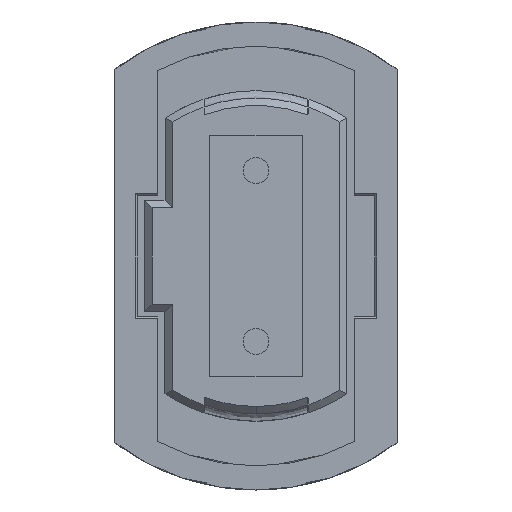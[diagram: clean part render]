
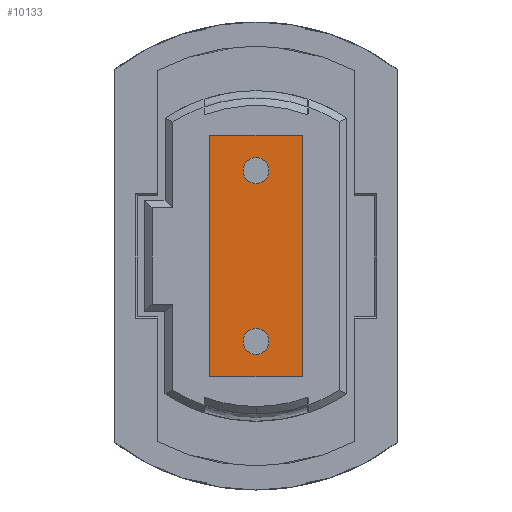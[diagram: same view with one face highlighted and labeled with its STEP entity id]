
A CAD part, left-side view. The second image highlights one B-rep face of the part: STEP entity #10133.
In plain terms, the highlighted face is planar.
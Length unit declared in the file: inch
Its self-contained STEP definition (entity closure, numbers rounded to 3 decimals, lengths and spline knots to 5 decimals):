
#208 = EDGE_CURVE ( 'NONE', #9139, #9149, #10966, .T. ) ;
#284 = EDGE_CURVE ( 'NONE', #9126, #9141, #11048, .T. ) ;
#761 = CARTESIAN_POINT ( 'NONE',  ( -0.07677, 0., 0.04818 ) ) ;
#842 = CARTESIAN_POINT ( 'NONE',  ( 0.10433, 0., 0.04818 ) ) ;
#898 = CARTESIAN_POINT ( 'NONE',  ( 0.07677, 0., 0.04818 ) ) ;
#956 = CARTESIAN_POINT ( 'NONE',  ( -0.10433, 0., 0.04818 ) ) ;
#1417 = EDGE_CURVE ( 'NONE', #9141, #9126, #3052, .T. ) ;
#1419 = EDGE_CURVE ( 'NONE', #8382, #8378, #3053, .T. ) ;
#1422 = EDGE_CURVE ( 'NONE', #9149, #9139, #3060, .T. ) ;
#1506 = EDGE_CURVE ( 'NONE', #8378, #8376, #1751, .T. ) ;
#1552 = EDGE_CURVE ( 'NONE', #8376, #8379, #1832, .T. ) ;
#1575 = EDGE_CURVE ( 'NONE', #8379, #8382, #1868, .T. ) ;
#1583 = AXIS2_PLACEMENT_3D ( 'NONE', #11282, #11308, #11324 ) ;
#1595 = AXIS2_PLACEMENT_3D ( 'NONE', #11436, #11439, #11422 ) ;
#1751 = LINE ( 'NONE', #3867, #1756 ) ;
#1756 = VECTOR ( 'NONE', #3922, 39.37008 ) ;
#1832 = LINE ( 'NONE', #3855, #1835 ) ;
#1835 = VECTOR ( 'NONE', #3914, 39.37008 ) ;
#1868 = LINE ( 'NONE', #9967, #1870 ) ;
#1870 = VECTOR ( 'NONE', #9937, 39.37008 ) ;
#3052 = CIRCLE ( 'NONE', #7207, 0.01378 ) ;
#3053 = LINE ( 'NONE', #13689, #3059 ) ;
#3059 = VECTOR ( 'NONE', #13723, 39.37008 ) ;
#3060 = CIRCLE ( 'NONE', #7208, 0.01378 ) ;
#3121 = EDGE_LOOP ( 'NONE', ( #3642, #3643, #3644, #3645 ) ) ;
#3640 = ORIENTED_EDGE ( 'NONE', *, *, #1422, .F. ) ;
#3641 = ORIENTED_EDGE ( 'NONE', *, *, #208, .F. ) ;
#3642 = ORIENTED_EDGE ( 'NONE', *, *, #1575, .T. ) ;
#3643 = ORIENTED_EDGE ( 'NONE', *, *, #1419, .T. ) ;
#3644 = ORIENTED_EDGE ( 'NONE', *, *, #1506, .T. ) ;
#3645 = ORIENTED_EDGE ( 'NONE', *, *, #1552, .T. ) ;
#3646 = ORIENTED_EDGE ( 'NONE', *, *, #1417, .F. ) ;
#3647 = ORIENTED_EDGE ( 'NONE', *, *, #284, .F. ) ;
#3855 = CARTESIAN_POINT ( 'NONE',  ( 0.12795, 0.04921, 0.04818 ) ) ;
#3867 = CARTESIAN_POINT ( 'NONE',  ( 0.12795, -0.04921, 0.04818 ) ) ;
#3914 = DIRECTION ( 'NONE',  ( 0., 1., 0. ) ) ;
#3922 = DIRECTION ( 'NONE',  ( 1., 0., 0. ) ) ;
#6464 = FACE_BOUND ( 'NONE', #12846, .T. ) ;
#6465 = FACE_BOUND ( 'NONE', #12868, .T. ) ;
#6468 = FACE_OUTER_BOUND ( 'NONE', #3121, .T. ) ;
#6622 = CARTESIAN_POINT ( 'NONE',  ( 0., 0., 0.04818 ) ) ;
#6626 = DIRECTION ( 'NONE',  ( 1., 0., 0. ) ) ;
#6866 = PLANE ( 'NONE',  #7335 ) ;
#6955 = DIRECTION ( 'NONE',  ( 0., 0., 1. ) ) ;
#7207 = AXIS2_PLACEMENT_3D ( 'NONE', #13691, #13710, #13715 ) ;
#7208 = AXIS2_PLACEMENT_3D ( 'NONE', #13701, #13708, #13698 ) ;
#7335 = AXIS2_PLACEMENT_3D ( 'NONE', #6622, #6955, #6626 ) ;
#8376 = VERTEX_POINT ( 'NONE', #13650 ) ;
#8378 = VERTEX_POINT ( 'NONE', #13654 ) ;
#8379 = VERTEX_POINT ( 'NONE', #13657 ) ;
#8382 = VERTEX_POINT ( 'NONE', #13566 ) ;
#9126 = VERTEX_POINT ( 'NONE', #956 ) ;
#9139 = VERTEX_POINT ( 'NONE', #898 ) ;
#9141 = VERTEX_POINT ( 'NONE', #761 ) ;
#9149 = VERTEX_POINT ( 'NONE', #842 ) ;
#9937 = DIRECTION ( 'NONE',  ( -1., 0., 0. ) ) ;
#9967 = CARTESIAN_POINT ( 'NONE',  ( 0.12795, 0.04921, 0.04818 ) ) ;
#10133 = ADVANCED_FACE ( 'NONE', ( #6464, #6468, #6465 ), #6866, .T. ) ;
#10966 = CIRCLE ( 'NONE', #1583, 0.01378 ) ;
#11048 = CIRCLE ( 'NONE', #1595, 0.01378 ) ;
#11282 = CARTESIAN_POINT ( 'NONE',  ( 0.09055, 0., 0.04818 ) ) ;
#11308 = DIRECTION ( 'NONE',  ( 0., 0., 1. ) ) ;
#11324 = DIRECTION ( 'NONE',  ( 1., 0., 0. ) ) ;
#11422 = DIRECTION ( 'NONE',  ( 1., 0., 0. ) ) ;
#11436 = CARTESIAN_POINT ( 'NONE',  ( -0.09055, 0., 0.04818 ) ) ;
#11439 = DIRECTION ( 'NONE',  ( 0., 0., 1. ) ) ;
#12846 = EDGE_LOOP ( 'NONE', ( #3640, #3641 ) ) ;
#12868 = EDGE_LOOP ( 'NONE', ( #3646, #3647 ) ) ;
#13566 = CARTESIAN_POINT ( 'NONE',  ( -0.12795, 0.04921, 0.04818 ) ) ;
#13650 = CARTESIAN_POINT ( 'NONE',  ( 0.12795, -0.04921, 0.04818 ) ) ;
#13654 = CARTESIAN_POINT ( 'NONE',  ( -0.12795, -0.04921, 0.04818 ) ) ;
#13657 = CARTESIAN_POINT ( 'NONE',  ( 0.12795, 0.04921, 0.04818 ) ) ;
#13689 = CARTESIAN_POINT ( 'NONE',  ( -0.12795, 0.04921, 0.04818 ) ) ;
#13691 = CARTESIAN_POINT ( 'NONE',  ( -0.09055, 0., 0.04818 ) ) ;
#13698 = DIRECTION ( 'NONE',  ( 1., 0., 0. ) ) ;
#13701 = CARTESIAN_POINT ( 'NONE',  ( 0.09055, 0., 0.04818 ) ) ;
#13708 = DIRECTION ( 'NONE',  ( 0., 0., 1. ) ) ;
#13710 = DIRECTION ( 'NONE',  ( 0., 0., 1. ) ) ;
#13715 = DIRECTION ( 'NONE',  ( 1., 0., 0. ) ) ;
#13723 = DIRECTION ( 'NONE',  ( 0., -1., 0. ) ) ;
